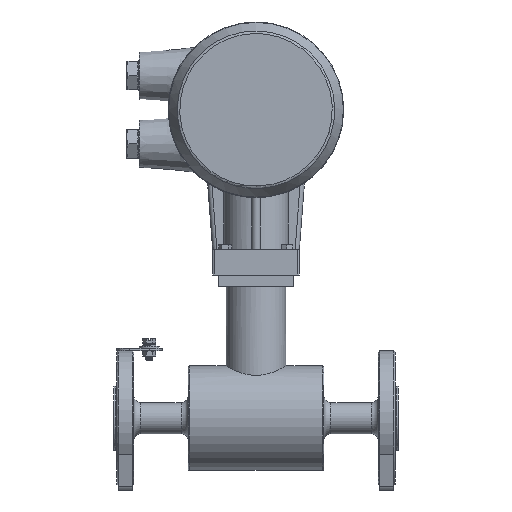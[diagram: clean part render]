
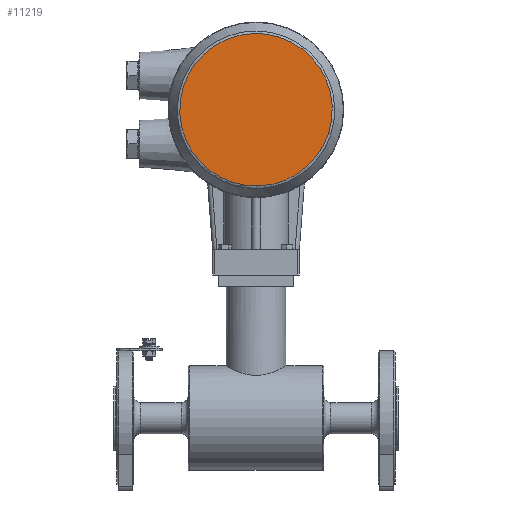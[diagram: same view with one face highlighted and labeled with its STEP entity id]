
A CAD part, left-side view. The second image highlights one B-rep face of the part: STEP entity #11219.
In plain terms, the highlighted face is planar.
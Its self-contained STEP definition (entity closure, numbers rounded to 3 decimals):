
#535=PLANE('',#12080);
#1446=FACE_OUTER_BOUND('',#2175,.T.);
#2175=EDGE_LOOP('',(#10076));
#2558=CIRCLE('',#12079,53.667);
#5283=VERTEX_POINT('',#55425);
#6884=EDGE_CURVE('',#5283,#5283,#2558,.T.);
#10076=ORIENTED_EDGE('',*,*,#6884,.F.);
#11219=ADVANCED_FACE('',(#1446),#535,.F.);
#12079=AXIS2_PLACEMENT_3D('',#55427,#14362,#14363);
#12080=AXIS2_PLACEMENT_3D('',#55428,#14364,#14365);
#14362=DIRECTION('center_axis',(-1.,0.,0.));
#14363=DIRECTION('ref_axis',(0.,-1.,0.));
#14364=DIRECTION('center_axis',(-1.,0.,0.));
#14365=DIRECTION('ref_axis',(0.,1.,0.));
#55425=CARTESIAN_POINT('',(206.,45.07,29.136));
#55427=CARTESIAN_POINT('Origin',(206.,0.,0.));
#55428=CARTESIAN_POINT('Origin',(206.,0.,0.));
